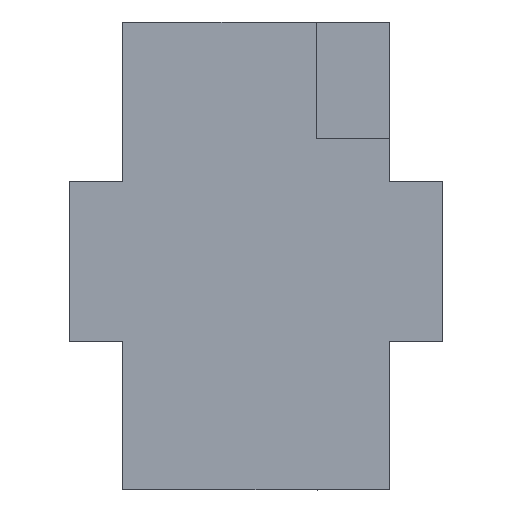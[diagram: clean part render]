
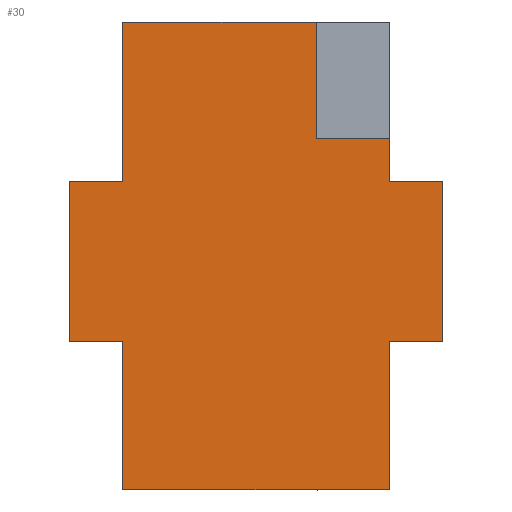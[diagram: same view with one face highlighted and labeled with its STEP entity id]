
A CAD part, top view. The second image highlights one B-rep face of the part: STEP entity #30.
In plain terms, the highlighted planar face has unit normal (0, 0, 1).
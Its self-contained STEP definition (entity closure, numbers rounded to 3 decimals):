
#30=ADVANCED_FACE('',(#55),#413,.T.);
#55=FACE_OUTER_BOUND('',#80,.T.);
#80=EDGE_LOOP('',(#127,#128,#129,#130,#131,#132,#133,#134,#135,#136,#137,
#138,#139,#140));
#127=ORIENTED_EDGE('',*,*,#255,.F.);
#128=ORIENTED_EDGE('',*,*,#256,.F.);
#129=ORIENTED_EDGE('',*,*,#245,.F.);
#130=ORIENTED_EDGE('',*,*,#252,.T.);
#131=ORIENTED_EDGE('',*,*,#248,.F.);
#132=ORIENTED_EDGE('',*,*,#257,.F.);
#133=ORIENTED_EDGE('',*,*,#253,.F.);
#134=ORIENTED_EDGE('',*,*,#254,.F.);
#135=ORIENTED_EDGE('',*,*,#239,.F.);
#136=ORIENTED_EDGE('',*,*,#250,.F.);
#137=ORIENTED_EDGE('',*,*,#241,.F.);
#138=ORIENTED_EDGE('',*,*,#292,.F.);
#139=ORIENTED_EDGE('',*,*,#287,.T.);
#140=ORIENTED_EDGE('',*,*,#286,.T.);
#239=EDGE_CURVE('',#369,#368,#310,.T.);
#241=EDGE_CURVE('',#373,#372,#312,.T.);
#245=EDGE_CURVE('',#377,#376,#316,.T.);
#248=EDGE_CURVE('',#382,#381,#319,.T.);
#250=EDGE_CURVE('',#372,#369,#321,.T.);
#252=EDGE_CURVE('',#377,#381,#323,.T.);
#253=EDGE_CURVE('',#383,#385,#324,.T.);
#254=EDGE_CURVE('',#368,#383,#325,.T.);
#255=EDGE_CURVE('',#384,#395,#326,.T.);
#256=EDGE_CURVE('',#376,#384,#327,.T.);
#257=EDGE_CURVE('',#385,#382,#328,.T.);
#286=EDGE_CURVE('',#396,#395,#351,.T.);
#287=EDGE_CURVE('',#397,#396,#352,.T.);
#292=EDGE_CURVE('',#397,#373,#357,.T.);
#310=B_SPLINE_CURVE_WITH_KNOTS('',1,(#596,#597),.UNSPECIFIED.,.F.,.F.,(2,
2),(-10.9,-8.9),.UNSPECIFIED.);
#312=B_SPLINE_CURVE_WITH_KNOTS('',1,(#600,#601),.UNSPECIFIED.,.F.,.F.,(2,
2),(33.7,35.7),.UNSPECIFIED.);
#316=B_SPLINE_CURVE_WITH_KNOTS('',1,(#608,#609),.UNSPECIFIED.,.F.,.F.,(2,
2),(24.8,26.8),.UNSPECIFIED.);
#319=B_SPLINE_CURVE_WITH_KNOTS('',1,(#614,#615),.UNSPECIFIED.,.F.,.F.,(2,
2),(82.813,84.813),.UNSPECIFIED.);
#321=B_SPLINE_CURVE_WITH_KNOTS('',1,(#618,#619),.UNSPECIFIED.,.F.,.F.,(2,
2),(-6.,0.),.UNSPECIFIED.);
#323=B_SPLINE_CURVE_WITH_KNOTS('',1,(#622,#623),.UNSPECIFIED.,.F.,.F.,(2,
2),(-6.,0.),.UNSPECIFIED.);
#324=B_SPLINE_CURVE_WITH_KNOTS('',1,(#624,#625),.UNSPECIFIED.,.F.,.F.,(2,
2),(45.45,55.45),.UNSPECIFIED.);
#325=B_SPLINE_CURVE_WITH_KNOTS('',1,(#626,#627),.UNSPECIFIED.,.F.,.F.,(2,
2),(102.938,108.5),.UNSPECIFIED.);
#326=B_SPLINE_CURVE_WITH_KNOTS('',1,(#628,#629),.UNSPECIFIED.,.F.,.F.,(2,
2),(76.975,84.24),.UNSPECIFIED.);
#327=B_SPLINE_CURVE_WITH_KNOTS('',1,(#630,#631),.UNSPECIFIED.,.F.,.F.,(2,
2),(71.013,76.975),.UNSPECIFIED.);
#328=B_SPLINE_CURVE_WITH_KNOTS('',1,(#632,#633),.UNSPECIFIED.,.F.,.F.,(2,
2),(55.45,61.013),.UNSPECIFIED.);
#351=B_SPLINE_CURVE_WITH_KNOTS('',1,(#704,#705),.UNSPECIFIED.,.F.,.F.,(2,
2),(0.,4.355),.UNSPECIFIED.);
#352=B_SPLINE_CURVE_WITH_KNOTS('',1,(#706,#707),.UNSPECIFIED.,.F.,.F.,(2,
2),(11.445,14.18),.UNSPECIFIED.);
#357=B_SPLINE_CURVE_WITH_KNOTS('',1,(#716,#717),.UNSPECIFIED.,.F.,.F.,(2,
2),(91.33,92.938),.UNSPECIFIED.);
#368=VERTEX_POINT('',#543);
#369=VERTEX_POINT('',#544);
#372=VERTEX_POINT('',#547);
#373=VERTEX_POINT('',#548);
#376=VERTEX_POINT('',#551);
#377=VERTEX_POINT('',#552);
#381=VERTEX_POINT('',#556);
#382=VERTEX_POINT('',#557);
#383=VERTEX_POINT('',#558);
#384=VERTEX_POINT('',#559);
#385=VERTEX_POINT('',#560);
#395=VERTEX_POINT('',#570);
#396=VERTEX_POINT('',#571);
#397=VERTEX_POINT('',#572);
#413=PLANE('',#455);
#455=AXIS2_PLACEMENT_3D('',#523,#480,$);
#480=DIRECTION('',(0.,0.,1.));
#523=CARTESIAN_POINT('',(-7.135,-60.735,-1.9));
#543=CARTESIAN_POINT('',(5.005,-72.873,-1.9));
#544=CARTESIAN_POINT('',(7.005,-72.873,-1.9));
#547=CARTESIAN_POINT('',(7.005,-66.873,-1.9));
#548=CARTESIAN_POINT('',(5.005,-66.873,-1.9));
#551=CARTESIAN_POINT('',(-4.995,-66.873,-1.9));
#552=CARTESIAN_POINT('',(-6.995,-66.873,-1.9));
#556=CARTESIAN_POINT('',(-6.995,-72.873,-1.9));
#557=CARTESIAN_POINT('',(-4.995,-72.873,-1.9));
#558=CARTESIAN_POINT('',(5.005,-78.435,-1.9));
#559=CARTESIAN_POINT('',(-4.995,-60.91,-1.9));
#560=CARTESIAN_POINT('',(-4.995,-78.435,-1.9));
#570=CARTESIAN_POINT('',(2.27,-60.91,-1.9));
#571=CARTESIAN_POINT('',(2.27,-65.265,-1.9));
#572=CARTESIAN_POINT('',(5.005,-65.265,-1.9));
#596=CARTESIAN_POINT('',(7.005,-72.873,-1.9));
#597=CARTESIAN_POINT('',(5.005,-72.873,-1.9));
#600=CARTESIAN_POINT('',(5.005,-66.873,-1.9));
#601=CARTESIAN_POINT('',(7.005,-66.873,-1.9));
#608=CARTESIAN_POINT('',(-6.995,-66.873,-1.9));
#609=CARTESIAN_POINT('',(-4.995,-66.873,-1.9));
#614=CARTESIAN_POINT('',(-4.995,-72.873,-1.9));
#615=CARTESIAN_POINT('',(-6.995,-72.873,-1.9));
#618=CARTESIAN_POINT('',(7.005,-66.873,-1.9));
#619=CARTESIAN_POINT('',(7.005,-72.873,-1.9));
#622=CARTESIAN_POINT('',(-6.995,-66.873,-1.9));
#623=CARTESIAN_POINT('',(-6.995,-72.873,-1.9));
#624=CARTESIAN_POINT('',(5.005,-78.435,-1.9));
#625=CARTESIAN_POINT('',(-4.995,-78.435,-1.9));
#626=CARTESIAN_POINT('',(5.005,-72.873,-1.9));
#627=CARTESIAN_POINT('',(5.005,-78.435,-1.9));
#628=CARTESIAN_POINT('',(-4.995,-60.91,-1.9));
#629=CARTESIAN_POINT('',(2.27,-60.91,-1.9));
#630=CARTESIAN_POINT('',(-4.995,-66.873,-1.9));
#631=CARTESIAN_POINT('',(-4.995,-60.91,-1.9));
#632=CARTESIAN_POINT('',(-4.995,-78.435,-1.9));
#633=CARTESIAN_POINT('',(-4.995,-72.873,-1.9));
#704=CARTESIAN_POINT('',(2.27,-65.265,-1.9));
#705=CARTESIAN_POINT('',(2.27,-60.91,-1.9));
#706=CARTESIAN_POINT('',(5.005,-65.265,-1.9));
#707=CARTESIAN_POINT('',(2.27,-65.265,-1.9));
#716=CARTESIAN_POINT('',(5.005,-65.265,-1.9));
#717=CARTESIAN_POINT('',(5.005,-66.873,-1.9));
